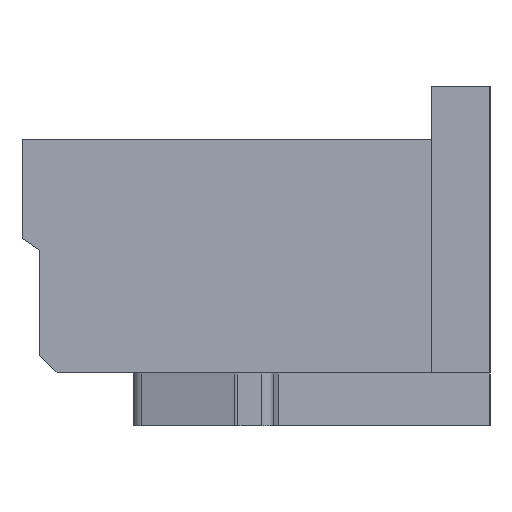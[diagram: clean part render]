
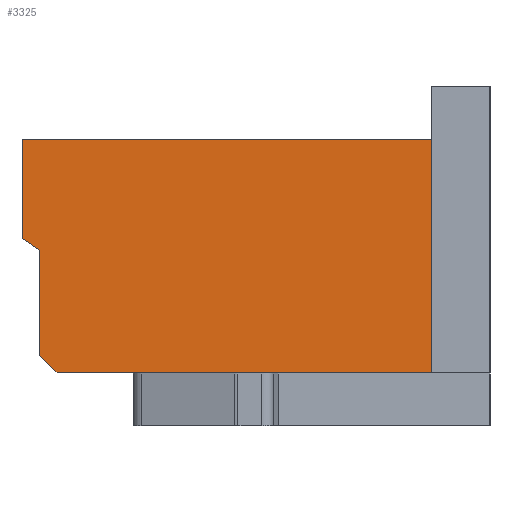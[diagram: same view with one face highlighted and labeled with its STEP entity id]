
A CAD part, left-side view. The second image highlights one B-rep face of the part: STEP entity #3325.
In plain terms, the highlighted planar face has unit normal (-1, 0, 0).
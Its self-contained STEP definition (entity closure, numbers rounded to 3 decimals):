
#74=DIRECTION('',(0.,-1.,0.));
#75=VECTOR('',#74,6.401);
#76=CARTESIAN_POINT('',(-9.5,7.401,0.));
#77=LINE('',#76,#75);
#621=DIRECTION('',(0.,0.,1.));
#622=VECTOR('',#621,1.7);
#623=CARTESIAN_POINT('',(-9.5,8.,2.3));
#624=LINE('',#623,#622);
#625=DIRECTION('',(0.,-0.707,-0.707));
#626=VECTOR('',#625,0.424);
#627=CARTESIAN_POINT('',(-9.5,7.701,0.3));
#628=LINE('',#627,#626);
#629=DIRECTION('',(0.,0.,1.));
#630=VECTOR('',#629,1.8);
#631=CARTESIAN_POINT('',(-9.5,7.701,0.3));
#632=LINE('',#631,#630);
#633=DIRECTION('',(0.,-0.831,-0.556));
#634=VECTOR('',#633,0.359);
#635=CARTESIAN_POINT('',(-9.5,8.,2.3));
#636=LINE('',#635,#634);
#637=DIRECTION('',(0.,-1.,0.));
#638=VECTOR('',#637,7.);
#639=CARTESIAN_POINT('',(-9.5,8.,4.));
#640=LINE('',#639,#638);
#653=DIRECTION('',(0.,0.,-1.));
#654=VECTOR('',#653,4.);
#655=CARTESIAN_POINT('',(-9.5,1.,4.));
#656=LINE('',#655,#654);
#2082=CARTESIAN_POINT('',(-9.5,1.,4.));
#2084=VERTEX_POINT('',#2082);
#2086=CARTESIAN_POINT('',(-9.5,1.,0.));
#2088=VERTEX_POINT('',#2086);
#2099=CARTESIAN_POINT('',(-9.5,8.,4.));
#2100=VERTEX_POINT('',#2099);
#2494=CARTESIAN_POINT('',(-9.5,8.,2.3));
#2496=VERTEX_POINT('',#2494);
#2497=CARTESIAN_POINT('',(-9.5,7.701,2.1));
#2498=VERTEX_POINT('',#2497);
#2657=CARTESIAN_POINT('',(-9.5,7.701,0.3));
#2658=VERTEX_POINT('',#2657);
#2659=CARTESIAN_POINT('',(-9.5,7.401,0.));
#2660=VERTEX_POINT('',#2659);
#3307=CARTESIAN_POINT('',(-9.5,8.,4.));
#3308=DIRECTION('',(1.,0.,0.));
#3309=DIRECTION('',(0.,0.,-1.));
#3310=AXIS2_PLACEMENT_3D('',#3307,#3308,#3309);
#3311=PLANE('',#3310);
#3313=ORIENTED_EDGE('',*,*,#3312,.F.);
#3315=ORIENTED_EDGE('',*,*,#3314,.T.);
#3316=ORIENTED_EDGE('',*,*,#3298,.F.);
#3317=ORIENTED_EDGE('',*,*,#3287,.T.);
#3319=ORIENTED_EDGE('',*,*,#3318,.T.);
#3321=ORIENTED_EDGE('',*,*,#3320,.T.);
#3322=ORIENTED_EDGE('',*,*,#2772,.F.);
#3323=EDGE_LOOP('',(#3313,#3315,#3316,#3317,#3319,#3321,#3322));
#3324=FACE_OUTER_BOUND('',#3323,.F.);
#2772=EDGE_CURVE('',#2660,#2088,#77,.T.);
#3287=EDGE_CURVE('',#2496,#2100,#624,.T.);
#3298=EDGE_CURVE('',#2496,#2498,#636,.T.);
#3312=EDGE_CURVE('',#2658,#2660,#628,.T.);
#3314=EDGE_CURVE('',#2658,#2498,#632,.T.);
#3318=EDGE_CURVE('',#2100,#2084,#640,.T.);
#3320=EDGE_CURVE('',#2084,#2088,#656,.T.);
#3325=ADVANCED_FACE('',(#3324),#3311,.F.);
